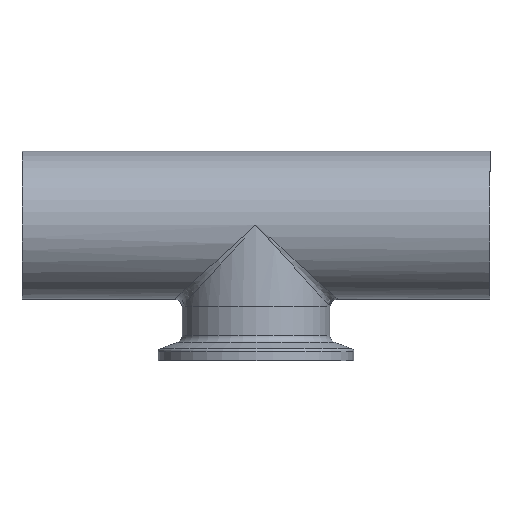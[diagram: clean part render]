
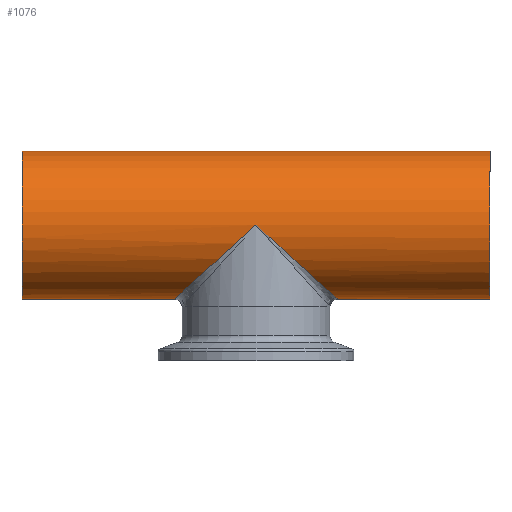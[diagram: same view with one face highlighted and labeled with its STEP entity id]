
A CAD part, top view. The second image highlights one B-rep face of the part: STEP entity #1076.
In plain terms, the highlighted cylindrical face has radius 19.05 mm (diameter 38.1 mm), a full revolution.
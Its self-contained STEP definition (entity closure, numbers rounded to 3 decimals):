
#852=CARTESIAN_POINT('',(60.3,0.0,19.05));
#853=VERTEX_POINT('',#852);
#861=CARTESIAN_POINT('',(60.3,0.0,-19.05));
#862=VERTEX_POINT('',#861);
#863=CARTESIAN_POINT('',(60.3,0.0,0.0));
#864=DIRECTION('',(-0.671,0.741,0.));
#865=DIRECTION('',(0.741,0.671,0.0));
#866=AXIS2_PLACEMENT_3D('',#863,#864,#865);
#867=ELLIPSE('',#866,28.39,19.05);
#868=EDGE_CURVE('',#853,#862,#867,.T.);
#940=CARTESIAN_POINT('',(60.3,0.0,0.0));
#941=DIRECTION('',(0.671,0.741,0.0));
#942=DIRECTION('',(-0.741,0.671,0.0));
#943=AXIS2_PLACEMENT_3D('',#940,#941,#942);
#944=ELLIPSE('',#943,28.39,19.05);
#945=EDGE_CURVE('',#862,#853,#944,.T.);
#1030=CARTESIAN_POINT('',(0.,19.05,0.0));
#1031=VERTEX_POINT('',#1030);
#1032=CARTESIAN_POINT('',(0.,0.0,0.0));
#1033=DIRECTION('',(1.0,0.0,0.0));
#1034=DIRECTION('',(0.0,1.0,0.0));
#1035=AXIS2_PLACEMENT_3D('',#1032,#1033,#1034);
#1036=CIRCLE('',#1035,19.05);
#1037=EDGE_CURVE('',#1031,#1031,#1036,.T.);
#1053=CARTESIAN_POINT('',(60.3,0.0,0.0));
#1054=DIRECTION('',(1.0,0.0,0.0));
#1055=DIRECTION('',(0.0,1.0,0.0));
#1056=AXIS2_PLACEMENT_3D('',#1053,#1054,#1055);
#1057=CYLINDRICAL_SURFACE('',#1056,19.05);
#1058=CARTESIAN_POINT('',(120.6,19.05,0.0));
#1059=VERTEX_POINT('',#1058);
#1060=CARTESIAN_POINT('',(120.6,0.0,0.0));
#1061=DIRECTION('',(1.0,0.0,0.0));
#1062=DIRECTION('',(0.0,1.0,0.0));
#1063=AXIS2_PLACEMENT_3D('',#1060,#1061,#1062);
#1064=CIRCLE('',#1063,19.05);
#1065=EDGE_CURVE('',#1059,#1059,#1064,.T.);
#1066=ORIENTED_EDGE('',*,*,#1065,.F.);
#1067=EDGE_LOOP('',(#1066));
#1068=FACE_OUTER_BOUND('',#1067,.T.);
#1069=ORIENTED_EDGE('',*,*,#868,.F.);
#1070=ORIENTED_EDGE('',*,*,#945,.F.);
#1071=EDGE_LOOP('',(#1069,#1070));
#1072=FACE_BOUND('',#1071,.T.);
#1073=ORIENTED_EDGE('',*,*,#1037,.T.);
#1074=EDGE_LOOP('',(#1073));
#1075=FACE_BOUND('',#1074,.T.);
#1076=ADVANCED_FACE('',(#1068,#1072,#1075),#1057,.T.);
